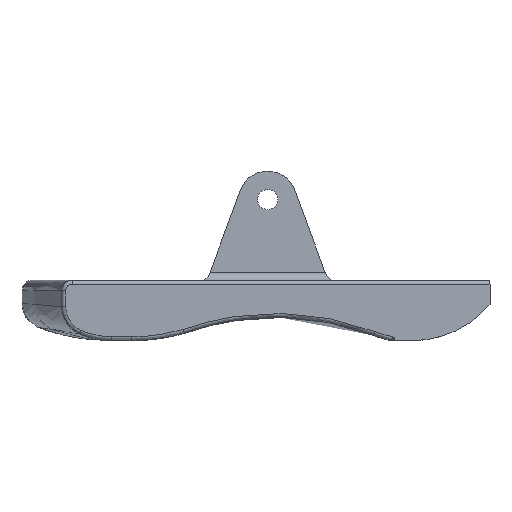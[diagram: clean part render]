
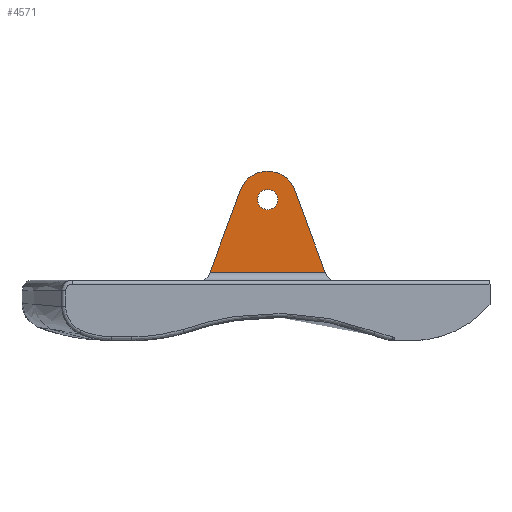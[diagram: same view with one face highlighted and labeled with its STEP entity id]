
A CAD part, front view. The second image highlights one B-rep face of the part: STEP entity #4571.
In plain terms, the highlighted planar face has unit normal (0, -1, 0).
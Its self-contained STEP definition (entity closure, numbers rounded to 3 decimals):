
#533 = ( BOUNDED_SURFACE() B_SPLINE_SURFACE(2,1,(
    (#534,#535)
    ,(#536,#537)
,(#538,#539
    )),.UNSPECIFIED.,.F.,.F.,.F.) B_SPLINE_SURFACE_WITH_KNOTS((3,3),(2,2
    ),(0.,48.96),(-9.48,39.48),.PIECEWISE_BEZIER_KNOTS.) 
GEOMETRIC_REPRESENTATION_ITEM() RATIONAL_B_SPLINE_SURFACE((
    (1.,1.)
    ,(0.707,0.707)
,(1.,1.))) REPRESENTATION_ITEM('') SURFACE() );
#534 = CARTESIAN_POINT('',(26.392,125.,17.));
#535 = CARTESIAN_POINT('',(75.352,125.,17.));
#536 = CARTESIAN_POINT('',(26.392,125.,15.));
#537 = CARTESIAN_POINT('',(75.352,125.,15.));
#538 = CARTESIAN_POINT('',(26.392,123.,15.));
#539 = CARTESIAN_POINT('',(75.352,123.,15.));
#1672 = VERTEX_POINT('',#1673);
#1673 = CARTESIAN_POINT('',(65.131,125.,17.));
#1695 = PLANE('',#1696);
#1696 = AXIS2_PLACEMENT_3D('',#1697,#1698,#1699);
#1697 = CARTESIAN_POINT('',(65.872,125.,15.));
#1698 = DIRECTION('',(0.938,0.,0.347));
#1699 = DIRECTION('',(-0.347,0.,0.938));
#1711 = EDGE_CURVE('',#1712,#1672,#1714,.T.);
#1712 = VERTEX_POINT('',#1713);
#1713 = CARTESIAN_POINT('',(36.612,125.,17.));
#1714 = SURFACE_CURVE('',#1715,(#1718,#1725),.PCURVE_S1.);
#1715 = B_SPLINE_CURVE_WITH_KNOTS('',1,(#1716,#1717),.UNSPECIFIED.,.F.,
  .F.,(2,2),(-9.48,39.48),.PIECEWISE_BEZIER_KNOTS.);
#1716 = CARTESIAN_POINT('',(26.392,125.,17.));
#1717 = CARTESIAN_POINT('',(75.352,125.,17.));
#1718 = PCURVE('',#533,#1719);
#1719 = DEFINITIONAL_REPRESENTATION('',(#1720),#1724);
#1720 = LINE('',#1721,#1722);
#1721 = CARTESIAN_POINT('',(0.,0.));
#1722 = VECTOR('',#1723,1.);
#1723 = DIRECTION('',(0.,1.));
#1724 = ( GEOMETRIC_REPRESENTATION_CONTEXT(2) 
PARAMETRIC_REPRESENTATION_CONTEXT() REPRESENTATION_CONTEXT('2D SPACE',''
  ) );
#1725 = PCURVE('',#1726,#1731);
#1726 = PLANE('',#1727);
#1727 = AXIS2_PLACEMENT_3D('',#1728,#1729,#1730);
#1728 = CARTESIAN_POINT('',(50.872,125.,28.5));
#1729 = DIRECTION('',(0.,-1.,0.));
#1730 = DIRECTION('',(-1.,0.,0.));
#1731 = DEFINITIONAL_REPRESENTATION('',(#1732),#1735);
#1732 = B_SPLINE_CURVE_WITH_KNOTS('',1,(#1733,#1734),.UNSPECIFIED.,.F.,
  .F.,(2,2),(-9.48,39.48),.PIECEWISE_BEZIER_KNOTS.);
#1733 = CARTESIAN_POINT('',(24.48,11.5));
#1734 = CARTESIAN_POINT('',(-24.48,11.5));
#1735 = ( GEOMETRIC_REPRESENTATION_CONTEXT(2) 
PARAMETRIC_REPRESENTATION_CONTEXT() REPRESENTATION_CONTEXT('2D SPACE',''
  ) );
#1759 = PLANE('',#1760);
#1760 = AXIS2_PLACEMENT_3D('',#1761,#1762,#1763);
#1761 = CARTESIAN_POINT('',(45.872,125.,42.));
#1762 = DIRECTION('',(-0.938,0.,0.347));
#1763 = DIRECTION('',(-0.347,0.,-0.938));
#4499 = EDGE_CURVE('',#4500,#1712,#4502,.T.);
#4500 = VERTEX_POINT('',#4501);
#4501 = CARTESIAN_POINT('',(44.18,125.,37.431));
#4502 = SURFACE_CURVE('',#4503,(#4507,#4514),.PCURVE_S1.);
#4503 = LINE('',#4504,#4505);
#4504 = CARTESIAN_POINT('',(45.872,125.,42.));
#4505 = VECTOR('',#4506,1.);
#4506 = DIRECTION('',(-0.347,-0.,-0.938));
#4507 = PCURVE('',#1759,#4508);
#4508 = DEFINITIONAL_REPRESENTATION('',(#4509),#4513);
#4509 = LINE('',#4510,#4511);
#4510 = CARTESIAN_POINT('',(-0.,0.));
#4511 = VECTOR('',#4512,1.);
#4512 = DIRECTION('',(1.,0.));
#4513 = ( GEOMETRIC_REPRESENTATION_CONTEXT(2) 
PARAMETRIC_REPRESENTATION_CONTEXT() REPRESENTATION_CONTEXT('2D SPACE',''
  ) );
#4514 = PCURVE('',#1726,#4515);
#4515 = DEFINITIONAL_REPRESENTATION('',(#4516),#4520);
#4516 = LINE('',#4517,#4518);
#4517 = CARTESIAN_POINT('',(5.,-13.5));
#4518 = VECTOR('',#4519,1.);
#4519 = DIRECTION('',(0.347,0.938));
#4520 = ( GEOMETRIC_REPRESENTATION_CONTEXT(2) 
PARAMETRIC_REPRESENTATION_CONTEXT() REPRESENTATION_CONTEXT('2D SPACE',''
  ) );
#4538 = CYLINDRICAL_SURFACE('',#4539,7.);
#4539 = AXIS2_PLACEMENT_3D('',#4540,#4541,#4542);
#4540 = CARTESIAN_POINT('',(50.744,125.,35.));
#4541 = DIRECTION('',(0.,1.,0.));
#4542 = DIRECTION('',(-0.938,0.,0.347)
  );
#4571 = ADVANCED_FACE('',(#4572,#4682),#1726,.T.);
#4572 = FACE_BOUND('',#4573,.T.);
#4573 = EDGE_LOOP('',(#4574,#4575,#4576,#4599,#4628,#4656));
#4574 = ORIENTED_EDGE('',*,*,#4499,.T.);
#4575 = ORIENTED_EDGE('',*,*,#1711,.T.);
#4576 = ORIENTED_EDGE('',*,*,#4577,.T.);
#4577 = EDGE_CURVE('',#1672,#4578,#4580,.T.);
#4578 = VERTEX_POINT('',#4579);
#4579 = CARTESIAN_POINT('',(57.564,125.,37.431));
#4580 = SURFACE_CURVE('',#4581,(#4585,#4592),.PCURVE_S1.);
#4581 = LINE('',#4582,#4583);
#4582 = CARTESIAN_POINT('',(65.872,125.,15.));
#4583 = VECTOR('',#4584,1.);
#4584 = DIRECTION('',(-0.347,0.,0.938));
#4585 = PCURVE('',#1726,#4586);
#4586 = DEFINITIONAL_REPRESENTATION('',(#4587),#4591);
#4587 = LINE('',#4588,#4589);
#4588 = CARTESIAN_POINT('',(-15.,13.5));
#4589 = VECTOR('',#4590,1.);
#4590 = DIRECTION('',(0.347,-0.938));
#4591 = ( GEOMETRIC_REPRESENTATION_CONTEXT(2) 
PARAMETRIC_REPRESENTATION_CONTEXT() REPRESENTATION_CONTEXT('2D SPACE',''
  ) );
#4592 = PCURVE('',#1695,#4593);
#4593 = DEFINITIONAL_REPRESENTATION('',(#4594),#4598);
#4594 = LINE('',#4595,#4596);
#4595 = CARTESIAN_POINT('',(0.,0.));
#4596 = VECTOR('',#4597,1.);
#4597 = DIRECTION('',(1.,0.));
#4598 = ( GEOMETRIC_REPRESENTATION_CONTEXT(2) 
PARAMETRIC_REPRESENTATION_CONTEXT() REPRESENTATION_CONTEXT('2D SPACE',''
  ) );
#4599 = ORIENTED_EDGE('',*,*,#4600,.T.);
#4600 = EDGE_CURVE('',#4578,#4601,#4603,.T.);
#4601 = VERTEX_POINT('',#4602);
#4602 = CARTESIAN_POINT('',(51.,125.,42.));
#4603 = SURFACE_CURVE('',#4604,(#4609,#4616),.PCURVE_S1.);
#4604 = CIRCLE('',#4605,7.);
#4605 = AXIS2_PLACEMENT_3D('',#4606,#4607,#4608);
#4606 = CARTESIAN_POINT('',(51.,125.,35.));
#4607 = DIRECTION('',(0.,-1.,0.));
#4608 = DIRECTION('',(0.,0.,1.));
#4609 = PCURVE('',#1726,#4610);
#4610 = DEFINITIONAL_REPRESENTATION('',(#4611),#4615);
#4611 = CIRCLE('',#4612,7.);
#4612 = AXIS2_PLACEMENT_2D('',#4613,#4614);
#4613 = CARTESIAN_POINT('',(-0.128,-6.5));
#4614 = DIRECTION('',(-0.,-1.));
#4615 = ( GEOMETRIC_REPRESENTATION_CONTEXT(2) 
PARAMETRIC_REPRESENTATION_CONTEXT() REPRESENTATION_CONTEXT('2D SPACE',''
  ) );
#4616 = PCURVE('',#4617,#4622);
#4617 = CYLINDRICAL_SURFACE('',#4618,7.);
#4618 = AXIS2_PLACEMENT_3D('',#4619,#4620,#4621);
#4619 = CARTESIAN_POINT('',(51.,125.,35.));
#4620 = DIRECTION('',(0.,1.,0.));
#4621 = DIRECTION('',(0.938,0.,0.347)
  );
#4622 = DEFINITIONAL_REPRESENTATION('',(#4623),#4627);
#4623 = LINE('',#4624,#4625);
#4624 = CARTESIAN_POINT('',(5.067,0.));
#4625 = VECTOR('',#4626,1.);
#4626 = DIRECTION('',(-1.,0.));
#4627 = ( GEOMETRIC_REPRESENTATION_CONTEXT(2) 
PARAMETRIC_REPRESENTATION_CONTEXT() REPRESENTATION_CONTEXT('2D SPACE',''
  ) );
#4628 = ORIENTED_EDGE('',*,*,#4629,.F.);
#4629 = EDGE_CURVE('',#4630,#4601,#4632,.T.);
#4630 = VERTEX_POINT('',#4631);
#4631 = CARTESIAN_POINT('',(50.744,125.,42.));
#4632 = SURFACE_CURVE('',#4633,(#4637,#4644),.PCURVE_S1.);
#4633 = LINE('',#4634,#4635);
#4634 = CARTESIAN_POINT('',(60.872,125.,42.));
#4635 = VECTOR('',#4636,1.);
#4636 = DIRECTION('',(1.,0.,0.));
#4637 = PCURVE('',#1726,#4638);
#4638 = DEFINITIONAL_REPRESENTATION('',(#4639),#4643);
#4639 = LINE('',#4640,#4641);
#4640 = CARTESIAN_POINT('',(-10.,-13.5));
#4641 = VECTOR('',#4642,1.);
#4642 = DIRECTION('',(-1.,-0.));
#4643 = ( GEOMETRIC_REPRESENTATION_CONTEXT(2) 
PARAMETRIC_REPRESENTATION_CONTEXT() REPRESENTATION_CONTEXT('2D SPACE',''
  ) );
#4644 = PCURVE('',#4645,#4650);
#4645 = PLANE('',#4646);
#4646 = AXIS2_PLACEMENT_3D('',#4647,#4648,#4649);
#4647 = CARTESIAN_POINT('',(50.872,130.,42.));
#4648 = DIRECTION('',(0.,0.,1.));
#4649 = DIRECTION('',(1.,0.,0.));
#4650 = DEFINITIONAL_REPRESENTATION('',(#4651),#4655);
#4651 = LINE('',#4652,#4653);
#4652 = CARTESIAN_POINT('',(10.,-5.));
#4653 = VECTOR('',#4654,1.);
#4654 = DIRECTION('',(1.,0.));
#4655 = ( GEOMETRIC_REPRESENTATION_CONTEXT(2) 
PARAMETRIC_REPRESENTATION_CONTEXT() REPRESENTATION_CONTEXT('2D SPACE',''
  ) );
#4656 = ORIENTED_EDGE('',*,*,#4657,.F.);
#4657 = EDGE_CURVE('',#4500,#4630,#4658,.T.);
#4658 = SURFACE_CURVE('',#4659,(#4664,#4675),.PCURVE_S1.);
#4659 = CIRCLE('',#4660,7.);
#4660 = AXIS2_PLACEMENT_3D('',#4661,#4662,#4663);
#4661 = CARTESIAN_POINT('',(50.744,125.,35.));
#4662 = DIRECTION('',(0.,1.,0.));
#4663 = DIRECTION('',(0.,0.,1.));
#4664 = PCURVE('',#1726,#4665);
#4665 = DEFINITIONAL_REPRESENTATION('',(#4666),#4674);
#4666 = ( BOUNDED_CURVE() B_SPLINE_CURVE(2,(#4667,#4668,#4669,#4670,
#4671,#4672,#4673),.UNSPECIFIED.,.T.,.F.) B_SPLINE_CURVE_WITH_KNOTS((1,2
    ,2,2,2,1),(-2.094,0.,2.094,4.189,
6.283,8.378),.UNSPECIFIED.) CURVE() 
GEOMETRIC_REPRESENTATION_ITEM() RATIONAL_B_SPLINE_CURVE((1.,0.5,1.,0.5,
1.,0.5,1.)) REPRESENTATION_ITEM('') );
#4667 = CARTESIAN_POINT('',(0.128,-13.5));
#4668 = CARTESIAN_POINT('',(-11.996,-13.5));
#4669 = CARTESIAN_POINT('',(-5.934,-3.));
#4670 = CARTESIAN_POINT('',(0.128,7.5));
#4671 = CARTESIAN_POINT('',(6.19,-3.));
#4672 = CARTESIAN_POINT('',(12.252,-13.5));
#4673 = CARTESIAN_POINT('',(0.128,-13.5));
#4674 = ( GEOMETRIC_REPRESENTATION_CONTEXT(2) 
PARAMETRIC_REPRESENTATION_CONTEXT() REPRESENTATION_CONTEXT('2D SPACE',''
  ) );
#4675 = PCURVE('',#4538,#4676);
#4676 = DEFINITIONAL_REPRESENTATION('',(#4677),#4681);
#4677 = LINE('',#4678,#4679);
#4678 = CARTESIAN_POINT('',(-5.067,0.));
#4679 = VECTOR('',#4680,1.);
#4680 = DIRECTION('',(1.,0.));
#4681 = ( GEOMETRIC_REPRESENTATION_CONTEXT(2) 
PARAMETRIC_REPRESENTATION_CONTEXT() REPRESENTATION_CONTEXT('2D SPACE',''
  ) );
#4682 = FACE_BOUND('',#4683,.T.);
#4683 = EDGE_LOOP('',(#4684));
#4684 = ORIENTED_EDGE('',*,*,#4685,.F.);
#4685 = EDGE_CURVE('',#4686,#4686,#4688,.T.);
#4686 = VERTEX_POINT('',#4687);
#4687 = CARTESIAN_POINT('',(53.372,125.,35.));
#4688 = SURFACE_CURVE('',#4689,(#4694,#4701),.PCURVE_S1.);
#4689 = CIRCLE('',#4690,2.5);
#4690 = AXIS2_PLACEMENT_3D('',#4691,#4692,#4693);
#4691 = CARTESIAN_POINT('',(50.872,125.,35.));
#4692 = DIRECTION('',(0.,-1.,0.));
#4693 = DIRECTION('',(1.,0.,0.));
#4694 = PCURVE('',#1726,#4695);
#4695 = DEFINITIONAL_REPRESENTATION('',(#4696),#4700);
#4696 = CIRCLE('',#4697,2.5);
#4697 = AXIS2_PLACEMENT_2D('',#4698,#4699);
#4698 = CARTESIAN_POINT('',(0.,-6.5));
#4699 = DIRECTION('',(-1.,-0.));
#4700 = ( GEOMETRIC_REPRESENTATION_CONTEXT(2) 
PARAMETRIC_REPRESENTATION_CONTEXT() REPRESENTATION_CONTEXT('2D SPACE',''
  ) );
#4701 = PCURVE('',#4702,#4707);
#4702 = CYLINDRICAL_SURFACE('',#4703,2.5);
#4703 = AXIS2_PLACEMENT_3D('',#4704,#4705,#4706);
#4704 = CARTESIAN_POINT('',(50.872,125.,35.));
#4705 = DIRECTION('',(0.,-1.,0.));
#4706 = DIRECTION('',(1.,0.,0.));
#4707 = DEFINITIONAL_REPRESENTATION('',(#4708),#4712);
#4708 = LINE('',#4709,#4710);
#4709 = CARTESIAN_POINT('',(0.,0.));
#4710 = VECTOR('',#4711,1.);
#4711 = DIRECTION('',(1.,0.));
#4712 = ( GEOMETRIC_REPRESENTATION_CONTEXT(2) 
PARAMETRIC_REPRESENTATION_CONTEXT() REPRESENTATION_CONTEXT('2D SPACE',''
  ) );
